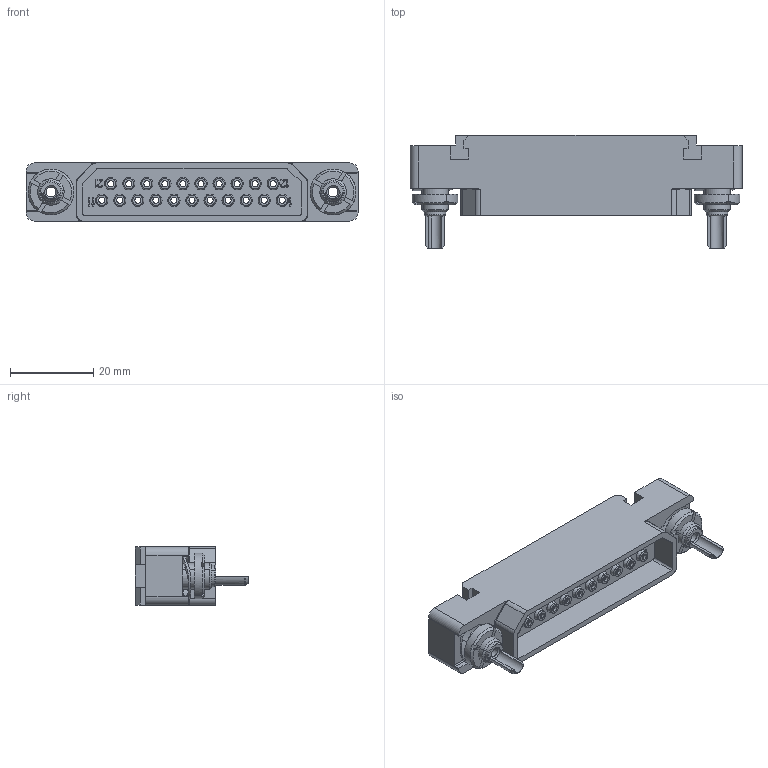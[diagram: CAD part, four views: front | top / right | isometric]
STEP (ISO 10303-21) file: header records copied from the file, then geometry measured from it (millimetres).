
FILE_DESCRIPTION((''),'2;1');
FILE_NAME('1900ND04P2B00A','2019-10-28T',('presta_be4'),(''),'CREO PARAMETRIC BY PTC INC, 2018360','CREO PARAMETRIC BY PTC INC, 2018360','');
FILE_SCHEMA(('CONFIG_CONTROL_DESIGN'));
Length unit declared in the file: millimetre
Products named in the file (1): 1900ND04P2B00A
Bounding box: 80 x 27.26 x 14 mm (x, y, z)
Volume: 10469.1 mm3; surface area: 11703.4 mm2
Topology: 1 solids, 1 shells, 1156 faces, 2894 edges, 1834 vertices
Faces by surface type: plane 484, cylinder 396, cone 210, torus 28, extrusion 26, bspline 12
Entity records: 40266 total; most frequent: CARTESIAN_POINT 12112, DIRECTION 5908, ORIENTED_EDGE 5780, EDGE_CURVE 2890, AXIS2_PLACEMENT_3D 2128, VERTEX_POINT 1834, VECTOR 1652, LINE 1626
